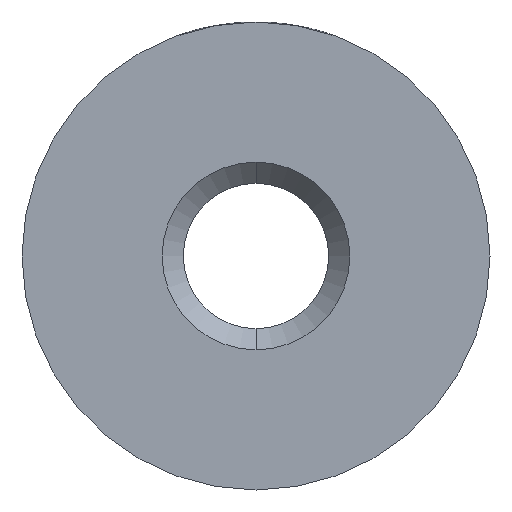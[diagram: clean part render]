
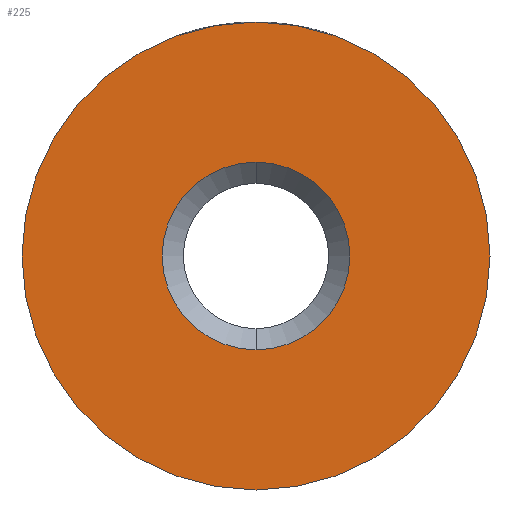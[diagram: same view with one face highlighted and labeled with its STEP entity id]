
A CAD part, front view. The second image highlights one B-rep face of the part: STEP entity #225.
In plain terms, the highlighted planar face has unit normal (0, -1, 0).
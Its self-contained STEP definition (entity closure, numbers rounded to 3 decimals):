
#11 = ORIENTED_EDGE ( 'NONE', *, *, #337, .T. ) ;
#25 = CARTESIAN_POINT ( 'NONE',  ( 0., -0.5, 0. ) ) ;
#34 = EDGE_CURVE ( 'NONE', #374, #147, #204, .T. ) ;
#40 = CIRCLE ( 'NONE', #497, 5.55 ) ;
#41 = CARTESIAN_POINT ( 'NONE',  ( 0., -0.5, 5.55 ) ) ;
#43 = CARTESIAN_POINT ( 'NONE',  ( 0., -0.5, -2.225 ) ) ;
#47 = FACE_BOUND ( 'NONE', #173, .T. ) ;
#53 = EDGE_LOOP ( 'NONE', ( #381, #229 ) ) ;
#96 = CARTESIAN_POINT ( 'NONE',  ( 0., -0.5, 0. ) ) ;
#98 = AXIS2_PLACEMENT_3D ( 'NONE', #468, #182, #304 ) ;
#108 = DIRECTION ( 'NONE',  ( 0., 0., -1. ) ) ;
#109 = DIRECTION ( 'NONE',  ( 0., -1., 0. ) ) ;
#135 = AXIS2_PLACEMENT_3D ( 'NONE', #317, #152, #108 ) ;
#147 = VERTEX_POINT ( 'NONE', #41 ) ;
#152 = DIRECTION ( 'NONE',  ( 0., 1., 0. ) ) ;
#173 = EDGE_LOOP ( 'NONE', ( #11, #309 ) ) ;
#176 = AXIS2_PLACEMENT_3D ( 'NONE', #25, #109, #481 ) ;
#182 = DIRECTION ( 'NONE',  ( 0., -1., 0. ) ) ;
#185 = VERTEX_POINT ( 'NONE', #366 ) ;
#203 = EDGE_CURVE ( 'NONE', #147, #374, #40, .T. ) ;
#204 = CIRCLE ( 'NONE', #176, 5.55 ) ;
#215 = AXIS2_PLACEMENT_3D ( 'NONE', #96, #413, #464 ) ;
#225 = ADVANCED_FACE ( 'NONE', ( #47, #492 ), #345, .T. ) ;
#229 = ORIENTED_EDGE ( 'NONE', *, *, #203, .T. ) ;
#293 = DIRECTION ( 'NONE',  ( 0., -1., 0. ) ) ;
#304 = DIRECTION ( 'NONE',  ( 0., 0., -1. ) ) ;
#309 = ORIENTED_EDGE ( 'NONE', *, *, #386, .T. ) ;
#317 = CARTESIAN_POINT ( 'NONE',  ( 0., -0.5, 0. ) ) ;
#337 = EDGE_CURVE ( 'NONE', #510, #185, #451, .T. ) ;
#345 = PLANE ( 'NONE',  #98 ) ;
#366 = CARTESIAN_POINT ( 'NONE',  ( 0., -0.5, 2.225 ) ) ;
#374 = VERTEX_POINT ( 'NONE', #377 ) ;
#377 = CARTESIAN_POINT ( 'NONE',  ( 0., -0.5, -5.55 ) ) ;
#381 = ORIENTED_EDGE ( 'NONE', *, *, #34, .T. ) ;
#386 = EDGE_CURVE ( 'NONE', #185, #510, #395, .T. ) ;
#395 = CIRCLE ( 'NONE', #135, 2.225 ) ;
#413 = DIRECTION ( 'NONE',  ( 0., 1., 0. ) ) ;
#451 = CIRCLE ( 'NONE', #215, 2.225 ) ;
#456 = DIRECTION ( 'NONE',  ( 0., 0., -1. ) ) ;
#464 = DIRECTION ( 'NONE',  ( 0., 0., -1. ) ) ;
#468 = CARTESIAN_POINT ( 'NONE',  ( 0., -0.5, 0. ) ) ;
#481 = DIRECTION ( 'NONE',  ( 0., 0., -1. ) ) ;
#492 = FACE_OUTER_BOUND ( 'NONE', #53, .T. ) ;
#497 = AXIS2_PLACEMENT_3D ( 'NONE', #500, #293, #456 ) ;
#500 = CARTESIAN_POINT ( 'NONE',  ( 0., -0.5, 0. ) ) ;
#510 = VERTEX_POINT ( 'NONE', #43 ) ;
